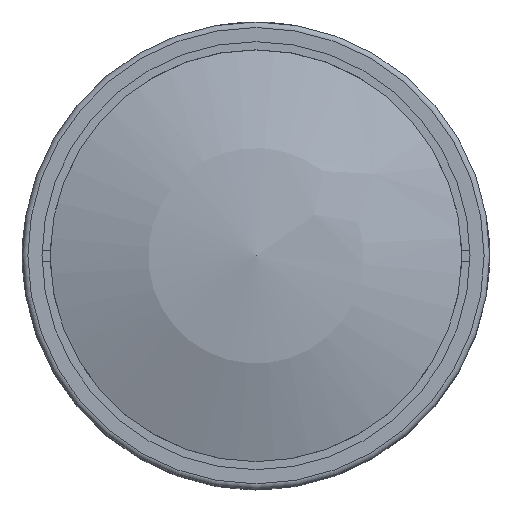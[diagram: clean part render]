
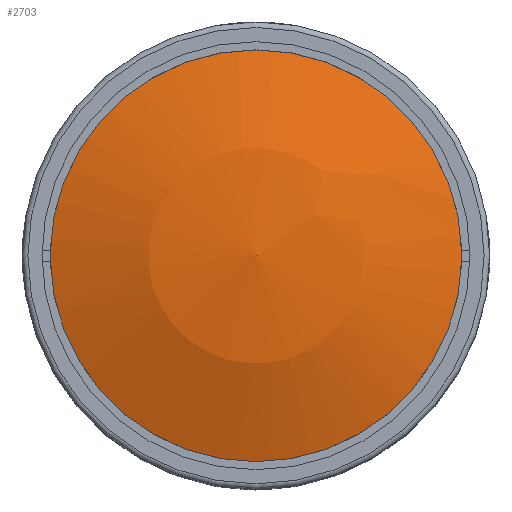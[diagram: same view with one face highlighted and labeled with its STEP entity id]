
A CAD part, top view. The second image highlights one B-rep face of the part: STEP entity #2703.
In plain terms, the highlighted spherical face has radius 50 mm.
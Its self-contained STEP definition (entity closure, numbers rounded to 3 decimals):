
#644=FACE_OUTER_BOUND('',#831,.T.);
#831=EDGE_LOOP('',(#1856));
#1137=CIRCLE('',#2908,19.);
#1272=VERTEX_POINT('',#3998);
#1529=EDGE_CURVE('',#1272,#1272,#1137,.T.);
#1856=ORIENTED_EDGE('',*,*,#1529,.F.);
#2510=SPHERICAL_SURFACE('',#2907,50.);
#2703=ADVANCED_FACE('',(#644),#2510,.T.);
#2907=AXIS2_PLACEMENT_3D('',#3997,#3233,#3234);
#2908=AXIS2_PLACEMENT_3D('',#3999,#3235,#3236);
#3233=DIRECTION('center_axis',(0.,0.,
1.));
#3234=DIRECTION('ref_axis',(0.82,0.572,0.));
#3235=DIRECTION('center_axis',(0.,0.,
-1.));
#3236=DIRECTION('ref_axis',(0.82,0.572,0.));
#3997=CARTESIAN_POINT('Origin',(0.,0.,
-50.874));
#3998=CARTESIAN_POINT('',(-10.877,15.578,-4.625));
#3999=CARTESIAN_POINT('Origin',(0.,0.,
-4.625));
